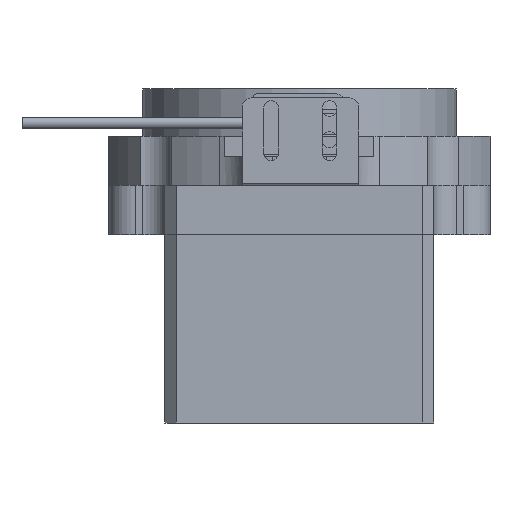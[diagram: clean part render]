
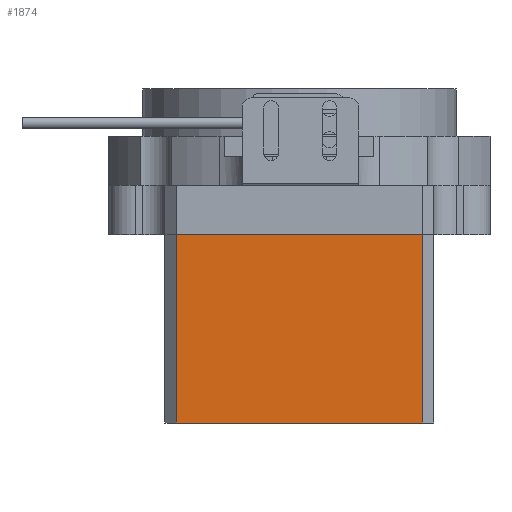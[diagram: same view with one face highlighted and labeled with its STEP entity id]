
A CAD part, front view. The second image highlights one B-rep face of the part: STEP entity #1874.
In plain terms, the highlighted planar face has unit normal (0, -1, 0).
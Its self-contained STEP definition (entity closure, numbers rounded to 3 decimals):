
#260 = DIRECTION ( 'NONE',  ( 0., 1., 0. ) ) ;
#361 = VERTEX_POINT ( 'NONE', #2084 ) ;
#437 = DIRECTION ( 'NONE',  ( -1., 0., 0. ) ) ;
#453 = CARTESIAN_POINT ( 'NONE',  ( -27.5, -73.3, -42. ) ) ;
#987 = CARTESIAN_POINT ( 'NONE',  ( 27.5, -73.3, -42. ) ) ;
#1065 = CARTESIAN_POINT ( 'NONE',  ( 27.5, -73.3, -42. ) ) ;
#1077 = EDGE_CURVE ( 'NONE', #8476, #1882, #7494, .T. ) ;
#1374 = EDGE_LOOP ( 'NONE', ( #4409, #6921, #6174, #6168 ) ) ;
#1602 = VECTOR ( 'NONE', #437, 1000. ) ;
#1756 = DIRECTION ( 'NONE',  ( 0., 0., 1. ) ) ;
#1805 = LINE ( 'NONE', #3925, #6412 ) ;
#1874 = ADVANCED_FACE ( 'NONE', ( #3021 ), #4369, .F. ) ;
#1882 = VERTEX_POINT ( 'NONE', #6406 ) ;
#2084 = CARTESIAN_POINT ( 'NONE',  ( 27.5, -73.3, 0. ) ) ;
#2537 = DIRECTION ( 'NONE',  ( 0., 0., 1. ) ) ;
#2962 = VECTOR ( 'NONE', #7909, 1000. ) ;
#3021 = FACE_OUTER_BOUND ( 'NONE', #1374, .T. ) ;
#3778 = AXIS2_PLACEMENT_3D ( 'NONE', #1065, #260, #5814 ) ;
#3925 = CARTESIAN_POINT ( 'NONE',  ( 27.5, -73.3, -42. ) ) ;
#4369 = PLANE ( 'NONE',  #3778 ) ;
#4409 = ORIENTED_EDGE ( 'NONE', *, *, #7270, .T. ) ;
#5205 = EDGE_CURVE ( 'NONE', #1882, #8263, #8597, .T. ) ;
#5563 = CARTESIAN_POINT ( 'NONE',  ( -27.5, -73.3, 0. ) ) ;
#5597 = VECTOR ( 'NONE', #2537, 1000. ) ;
#5814 = DIRECTION ( 'NONE',  ( 1., 0., 0. ) ) ;
#5961 = LINE ( 'NONE', #6552, #2962 ) ;
#6168 = ORIENTED_EDGE ( 'NONE', *, *, #6789, .T. ) ;
#6174 = ORIENTED_EDGE ( 'NONE', *, *, #1077, .F. ) ;
#6406 = CARTESIAN_POINT ( 'NONE',  ( -27.5, -73.3, -42. ) ) ;
#6412 = VECTOR ( 'NONE', #1756, 1000. ) ;
#6552 = CARTESIAN_POINT ( 'NONE',  ( 27.5, -73.3, 0. ) ) ;
#6680 = CARTESIAN_POINT ( 'NONE',  ( 27.5, -73.3, -42. ) ) ;
#6789 = EDGE_CURVE ( 'NONE', #8476, #361, #1805, .T. ) ;
#6921 = ORIENTED_EDGE ( 'NONE', *, *, #5205, .F. ) ;
#7270 = EDGE_CURVE ( 'NONE', #361, #8263, #5961, .T. ) ;
#7494 = LINE ( 'NONE', #6680, #1602 ) ;
#7909 = DIRECTION ( 'NONE',  ( -1., 0., 0. ) ) ;
#8263 = VERTEX_POINT ( 'NONE', #5563 ) ;
#8476 = VERTEX_POINT ( 'NONE', #987 ) ;
#8597 = LINE ( 'NONE', #453, #5597 ) ;
